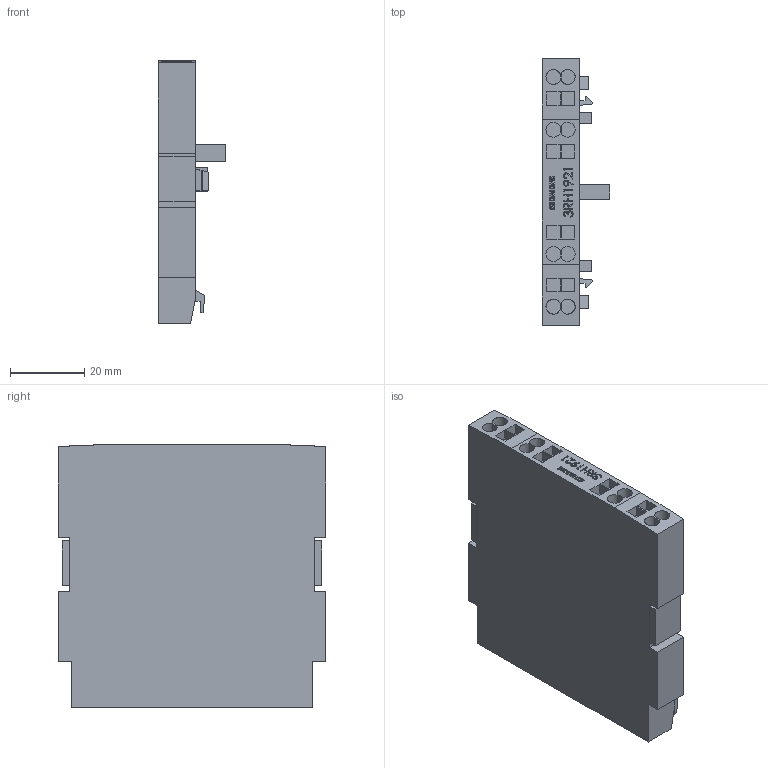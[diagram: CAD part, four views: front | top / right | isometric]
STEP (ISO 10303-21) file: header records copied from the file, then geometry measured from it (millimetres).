
FILE_DESCRIPTION (( 'STEP AP214' ), '1' );
FILE_NAME ('3RH1921_2D-E-J-K.STEP', '2007-01-29T16:40:00', ( '-' ), ( '-' ), 'SwSTEP 2.0', 'SolidWorks 2006233', '' );
FILE_SCHEMA (( 'AUTOMOTIVE_DESIGN' ));
Length unit declared in the file: millimetre
Products named in the file (1): 3RH1921_2D-E-J-K
Bounding box: 18.25 x 72 x 70.7 mm (x, y, z)
Volume: 49072.6 mm3; surface area: 14046.7 mm2
Topology: 1 solids, 1 shells, 322 faces, 849 edges, 566 vertices
Faces by surface type: plane 250, bspline 58, cylinder 14
Entity records: 14530 total; most frequent: CARTESIAN_POINT 4938, ORIENTED_EDGE 1698, DIRECTION 1291, EDGE_CURVE 849, VECTOR 693, LINE 693, VERTEX_POINT 566, EDGE_LOOP 359
